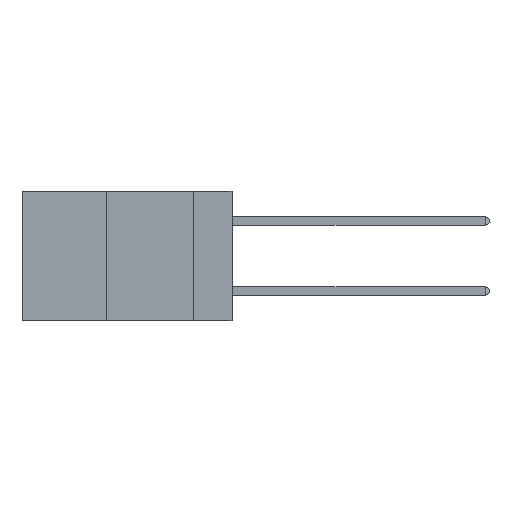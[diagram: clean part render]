
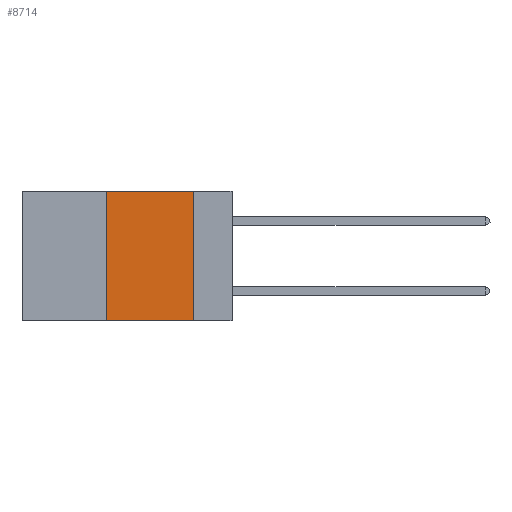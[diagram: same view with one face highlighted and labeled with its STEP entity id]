
A CAD part, left-side view. The second image highlights one B-rep face of the part: STEP entity #8714.
In plain terms, the highlighted planar face has unit normal (-1, 0, 0).
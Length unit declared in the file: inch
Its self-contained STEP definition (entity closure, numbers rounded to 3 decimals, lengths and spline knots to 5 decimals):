
#599 = DIRECTION ( 'NONE',  ( 1., 0., 0. ) ) ;
#1869 = CARTESIAN_POINT ( 'NONE',  ( 0., 0.6, 0. ) ) ;
#1980 = VECTOR ( 'NONE', #13820, 39.37008 ) ;
#2253 = CARTESIAN_POINT ( 'NONE',  ( 0., 0.36, -0.37 ) ) ;
#2536 = CARTESIAN_POINT ( 'NONE',  ( 0., 0.36, 0. ) ) ;
#2946 = CARTESIAN_POINT ( 'NONE',  ( 0., 0.6, -0.37 ) ) ;
#3131 = VECTOR ( 'NONE', #14238, 39.37008 ) ;
#3523 = VECTOR ( 'NONE', #8864, 39.37008 ) ;
#4044 = FACE_OUTER_BOUND ( 'NONE', #8610, .T. ) ;
#4052 = DIRECTION ( 'NONE',  ( 0., 0., -1. ) ) ;
#4598 = VERTEX_POINT ( 'NONE', #11133 ) ;
#5329 = CARTESIAN_POINT ( 'NONE',  ( 0., 0.11, -0.37 ) ) ;
#5421 = ORIENTED_EDGE ( 'NONE', *, *, #14245, .T. ) ;
#6234 = LINE ( 'NONE', #11733, #7151 ) ;
#7012 = DIRECTION ( 'NONE',  ( 0., 0., -1. ) ) ;
#7151 = VECTOR ( 'NONE', #7012, 39.37008 ) ;
#7622 = VERTEX_POINT ( 'NONE', #2253 ) ;
#7750 = PLANE ( 'NONE',  #7932 ) ;
#7932 = AXIS2_PLACEMENT_3D ( 'NONE', #1869, #599, #4052 ) ;
#8259 = LINE ( 'NONE', #15130, #1980 ) ;
#8610 = EDGE_LOOP ( 'NONE', ( #11711, #14565, #9965, #5421 ) ) ;
#8714 = ADVANCED_FACE ( 'NONE', ( #4044 ), #7750, .F. ) ;
#8864 = DIRECTION ( 'NONE',  ( 0., -1., 0. ) ) ;
#8871 = EDGE_CURVE ( 'NONE', #7622, #9530, #9064, .T. ) ;
#9064 = LINE ( 'NONE', #11839, #3131 ) ;
#9530 = VERTEX_POINT ( 'NONE', #2536 ) ;
#9965 = ORIENTED_EDGE ( 'NONE', *, *, #8871, .F. ) ;
#10571 = LINE ( 'NONE', #2946, #3523 ) ;
#10979 = EDGE_CURVE ( 'NONE', #9530, #4598, #8259, .T. ) ;
#11133 = CARTESIAN_POINT ( 'NONE',  ( 0., 0.11, 0. ) ) ;
#11259 = EDGE_CURVE ( 'NONE', #4598, #14184, #6234, .T. ) ;
#11711 = ORIENTED_EDGE ( 'NONE', *, *, #11259, .F. ) ;
#11733 = CARTESIAN_POINT ( 'NONE',  ( 0., 0.11, 0. ) ) ;
#11839 = CARTESIAN_POINT ( 'NONE',  ( 0., 0.36, 0. ) ) ;
#13820 = DIRECTION ( 'NONE',  ( 0., -1., 0. ) ) ;
#14184 = VERTEX_POINT ( 'NONE', #5329 ) ;
#14238 = DIRECTION ( 'NONE',  ( 0., 0., 1. ) ) ;
#14245 = EDGE_CURVE ( 'NONE', #7622, #14184, #10571, .T. ) ;
#14565 = ORIENTED_EDGE ( 'NONE', *, *, #10979, .F. ) ;
#15130 = CARTESIAN_POINT ( 'NONE',  ( 0., 0.6, 0. ) ) ;
